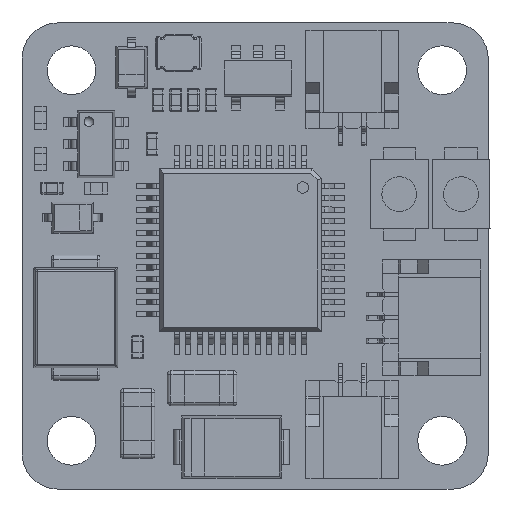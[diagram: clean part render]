
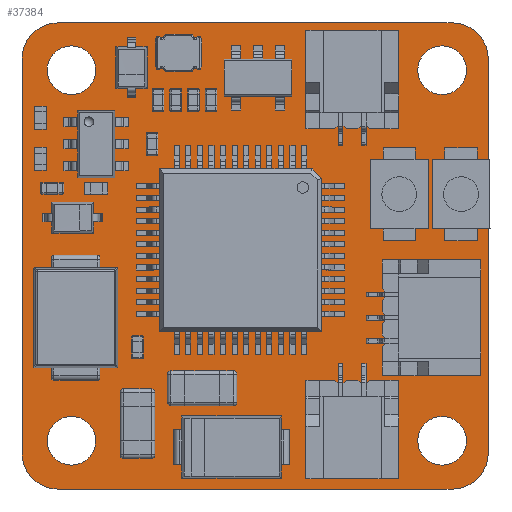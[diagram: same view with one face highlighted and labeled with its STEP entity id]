
A CAD part, top view. The second image highlights one B-rep face of the part: STEP entity #37384.
In plain terms, the highlighted planar face has unit normal (0, 0, 1).
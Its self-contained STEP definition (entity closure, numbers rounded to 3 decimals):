
#1122=FACE_BOUND('',#14642,.T.);
#1123=FACE_BOUND('',#14643,.T.);
#1124=FACE_BOUND('',#14644,.T.);
#1125=FACE_BOUND('',#14645,.T.);
#1226=PLANE('',#40199);
#2809=LINE('',#55294,#7060);
#2813=LINE('',#55306,#7064);
#2817=LINE('',#55318,#7068);
#2821=LINE('',#55330,#7072);
#7060=VECTOR('',#43945,1.);
#7064=VECTOR('',#43957,1.);
#7068=VECTOR('',#43969,1.);
#7072=VECTOR('',#43981,1.);
#12513=FACE_OUTER_BOUND('',#14641,.T.);
#14641=EDGE_LOOP('',(#26961,#26962,#26963,#26964,#26965,#26966,#26967,#26968));
#14642=EDGE_LOOP('',(#26969));
#14643=EDGE_LOOP('',(#26970));
#14644=EDGE_LOOP('',(#26971));
#14645=EDGE_LOOP('',(#26972));
#16788=CIRCLE('',#40172,1.564);
#16790=CIRCLE('',#40176,1.564);
#16792=CIRCLE('',#40180,1.564);
#16794=CIRCLE('',#40184,1.564);
#16796=CIRCLE('',#40187,1.05);
#16798=CIRCLE('',#40190,1.05);
#16800=CIRCLE('',#40193,1.05);
#16802=CIRCLE('',#40196,1.05);
#17991=VERTEX_POINT('',#55291);
#17992=VERTEX_POINT('',#55293);
#17994=VERTEX_POINT('',#55299);
#17996=VERTEX_POINT('',#55305);
#17998=VERTEX_POINT('',#55311);
#18000=VERTEX_POINT('',#55317);
#18002=VERTEX_POINT('',#55323);
#18004=VERTEX_POINT('',#55329);
#18006=VERTEX_POINT('',#55338);
#18008=VERTEX_POINT('',#55344);
#18010=VERTEX_POINT('',#55350);
#18012=VERTEX_POINT('',#55356);
#21489=EDGE_CURVE('',#17991,#17992,#2809,.T.);
#21492=EDGE_CURVE('',#17992,#17994,#16788,.T.);
#21495=EDGE_CURVE('',#17994,#17996,#2813,.T.);
#21498=EDGE_CURVE('',#17996,#17998,#16790,.T.);
#21501=EDGE_CURVE('',#17998,#18000,#2817,.T.);
#21504=EDGE_CURVE('',#18000,#18002,#16792,.T.);
#21507=EDGE_CURVE('',#18002,#18004,#2821,.T.);
#21510=EDGE_CURVE('',#18004,#17991,#16794,.T.);
#21512=EDGE_CURVE('',#18006,#18006,#16796,.T.);
#21515=EDGE_CURVE('',#18008,#18008,#16798,.T.);
#21518=EDGE_CURVE('',#18010,#18010,#16800,.T.);
#21521=EDGE_CURVE('',#18012,#18012,#16802,.T.);
#26961=ORIENTED_EDGE('',*,*,#21489,.F.);
#26962=ORIENTED_EDGE('',*,*,#21510,.F.);
#26963=ORIENTED_EDGE('',*,*,#21507,.F.);
#26964=ORIENTED_EDGE('',*,*,#21504,.F.);
#26965=ORIENTED_EDGE('',*,*,#21501,.F.);
#26966=ORIENTED_EDGE('',*,*,#21498,.F.);
#26967=ORIENTED_EDGE('',*,*,#21495,.F.);
#26968=ORIENTED_EDGE('',*,*,#21492,.F.);
#26969=ORIENTED_EDGE('',*,*,#21512,.F.);
#26970=ORIENTED_EDGE('',*,*,#21515,.F.);
#26971=ORIENTED_EDGE('',*,*,#21518,.F.);
#26972=ORIENTED_EDGE('',*,*,#21521,.F.);
#37384=ADVANCED_FACE('',(#12513,#1122,#1123,#1124,#1125),#1226,.T.);
#40172=AXIS2_PLACEMENT_3D('',#55300,#43950,#43951);
#40176=AXIS2_PLACEMENT_3D('',#55312,#43962,#43963);
#40180=AXIS2_PLACEMENT_3D('',#55324,#43974,#43975);
#40184=AXIS2_PLACEMENT_3D('',#55335,#43986,#43987);
#40187=AXIS2_PLACEMENT_3D('',#55339,#43992,#43993);
#40190=AXIS2_PLACEMENT_3D('',#55345,#43999,#44000);
#40193=AXIS2_PLACEMENT_3D('',#55351,#44006,#44007);
#40196=AXIS2_PLACEMENT_3D('',#55357,#44013,#44014);
#40199=AXIS2_PLACEMENT_3D('',#55362,#44020,#44021);
#43945=DIRECTION('',(0.,1.,0.));
#43950=DIRECTION('center_axis',(0.,0.,-1.));
#43951=DIRECTION('ref_axis',(-1.,0.,0.));
#43957=DIRECTION('',(1.,0.,0.));
#43962=DIRECTION('center_axis',(0.,0.,-1.));
#43963=DIRECTION('ref_axis',(0.,1.,0.));
#43969=DIRECTION('',(0.,-1.,0.));
#43974=DIRECTION('center_axis',(0.,0.,-1.));
#43975=DIRECTION('ref_axis',(1.,0.,0.));
#43981=DIRECTION('',(-1.,0.,0.));
#43986=DIRECTION('center_axis',(0.,0.,-1.));
#43987=DIRECTION('ref_axis',(0.,-1.,0.));
#43992=DIRECTION('center_axis',(0.,0.,1.));
#43993=DIRECTION('ref_axis',(1.,0.,0.));
#43999=DIRECTION('center_axis',(0.,0.,1.));
#44000=DIRECTION('ref_axis',(1.,0.,0.));
#44006=DIRECTION('center_axis',(0.,0.,1.));
#44007=DIRECTION('ref_axis',(1.,0.,0.));
#44013=DIRECTION('center_axis',(0.,0.,1.));
#44014=DIRECTION('ref_axis',(1.,0.,0.));
#44020=DIRECTION('center_axis',(0.,0.,1.));
#44021=DIRECTION('ref_axis',(1.,0.,0.));
#55291=CARTESIAN_POINT('',(-10.064,-8.5,0.798));
#55293=CARTESIAN_POINT('',(-10.064,8.5,0.798));
#55294=CARTESIAN_POINT('',(-10.064,-8.5,0.798));
#55299=CARTESIAN_POINT('',(-8.5,10.064,0.798));
#55300=CARTESIAN_POINT('Origin',(-8.5,8.5,0.798));
#55305=CARTESIAN_POINT('',(8.5,10.064,0.798));
#55306=CARTESIAN_POINT('',(-8.5,10.064,0.798));
#55311=CARTESIAN_POINT('',(10.064,8.5,0.798));
#55312=CARTESIAN_POINT('Origin',(8.5,8.5,0.798));
#55317=CARTESIAN_POINT('',(10.064,-8.5,0.798));
#55318=CARTESIAN_POINT('',(10.064,8.5,0.798));
#55323=CARTESIAN_POINT('',(8.5,-10.064,0.798));
#55324=CARTESIAN_POINT('Origin',(8.5,-8.5,0.798));
#55329=CARTESIAN_POINT('',(-8.5,-10.064,0.798));
#55330=CARTESIAN_POINT('',(8.5,-10.064,0.798));
#55335=CARTESIAN_POINT('Origin',(-8.5,-8.5,0.798));
#55338=CARTESIAN_POINT('',(-8.978,-7.979,0.798));
#55339=CARTESIAN_POINT('Origin',(-7.928,-7.979,0.798));
#55344=CARTESIAN_POINT('',(-8.978,8.021,0.798));
#55345=CARTESIAN_POINT('Origin',(-7.928,8.021,0.798));
#55350=CARTESIAN_POINT('',(7.022,-7.979,0.798));
#55351=CARTESIAN_POINT('Origin',(8.072,-7.979,0.798));
#55356=CARTESIAN_POINT('',(7.022,8.021,0.798));
#55357=CARTESIAN_POINT('Origin',(8.072,8.021,0.798));
#55362=CARTESIAN_POINT('Origin',(-10.064,-8.5,0.798));
